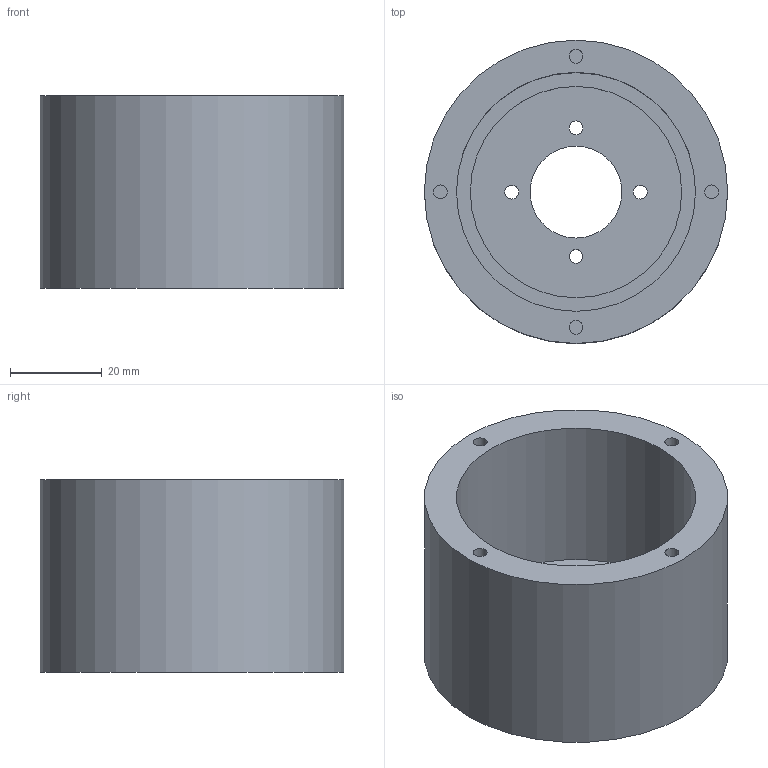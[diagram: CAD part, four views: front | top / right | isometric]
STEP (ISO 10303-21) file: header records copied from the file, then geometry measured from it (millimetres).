
FILE_DESCRIPTION(('STEP AP242'), '1');
FILE_NAME('Bearing_housing', '', ('UNSPECIFIED'), ('UNSPECIFIED'), 'C3D Converter', 'C3D Toolkit', '');
FILE_SCHEMA(('AP242_MANAGED_MODEL_BASED_3D_ENGINEERING_MIM_LF { 1 0 10303 442 1 1 4 }'));
Length unit declared in the file: millimetre
Bounding box: 66 x 66 x 42 mm (x, y, z)
Volume: 62863.3 mm3; surface area: 21607.9 mm2
Topology: 1 solids, 1 shells, 20 faces, 36 edges, 24 vertices
Faces by surface type: cylinder 12, plane 8
Full cylindrical faces by diameter (mm): 3 x8, 20 x1, 46 x1, 52 x1, 66 x1
Entity records: 664 total; most frequent: DIRECTION 90, CARTESIAN_POINT 69, EDGE_LOOP 48, ORIENTED_EDGE 48, AXIS2_PLACEMENT_3D 45, FACE_BOUND 24, FACE_OUTER_BOUND 24, EDGE_CURVE 24
